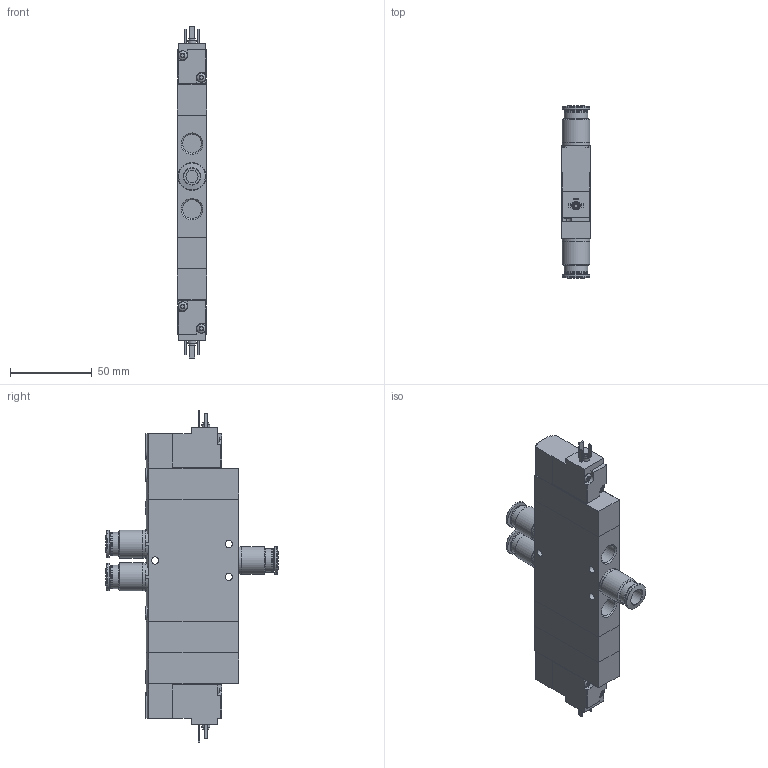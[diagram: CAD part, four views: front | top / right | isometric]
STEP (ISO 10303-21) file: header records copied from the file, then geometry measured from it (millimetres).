
FILE_DESCRIPTION(/* description */ ('STEP AP214'),/* implementation_level */ '2;1');
FILE_NAME(/* name */ '170261_CPE18-M1H-5_3E-QS-10',/* time_stamp */ '2024-08-06T19:27:39+02:00',/* author */ ('License CC BY-ND 4.0'),/* organization */ ('CADENAS'),/* preprocessor_version */ 'ST-DEVELOPER v19.3',/* originating_system */ 'PARTsolutions',/* authorisation */ ' ');
FILE_SCHEMA (('AUTOMOTIVE_DESIGN {1 0 10303 214 3 1 1}'));
Length unit declared in the file: millimetre
Products named in the file (5): 170261 CPE18-M1H-5/3E-QS-10; CPE18-...-5; 186112 QS-G1/4-10-I; CPE18-KMEB_M1H; CPE18-ZWSTUECK_M1H
Assembly tree (7 placements, depth 2):
  170261 CPE18-M1H-5/3E-QS-10
    CPE18-...-5
    186112 QS-G1/4-10-I  x3
    CPE18-KMEB_M1H  x2
    CPE18-ZWSTUECK_M1H
Bounding box: 18 x 105.2 x 203 mm (x, y, z)
Volume: 170892.7 mm3; surface area: 47750.3 mm2
Topology: 7 solids, 7 shells, 409 faces, 952 edges, 607 vertices
Faces by surface type: plane 194, cylinder 144, cone 58, torus 13
Full cylindrical faces by diameter (mm): 2 x2, 2.013 x2, 2.5 x2, 3.8 x2, 4.134 x4, 4.4 x3, 5 x2, 5.6 x6, 8 x4, 10 x3, 11.4 x3, 11.445 x5, 13.157 x3, 14.3 x6, 16.4 x6, 16.8 x3, 17 x6
Entity records: 6054 total; most frequent: CARTESIAN_POINT 1154, DIRECTION 928, ORIENTED_EDGE 824, EDGE_CURVE 412, AXIS2_PLACEMENT_3D 359, VERTEX_POINT 295, EDGE_LOOP 293, FACE_BOUND 293
